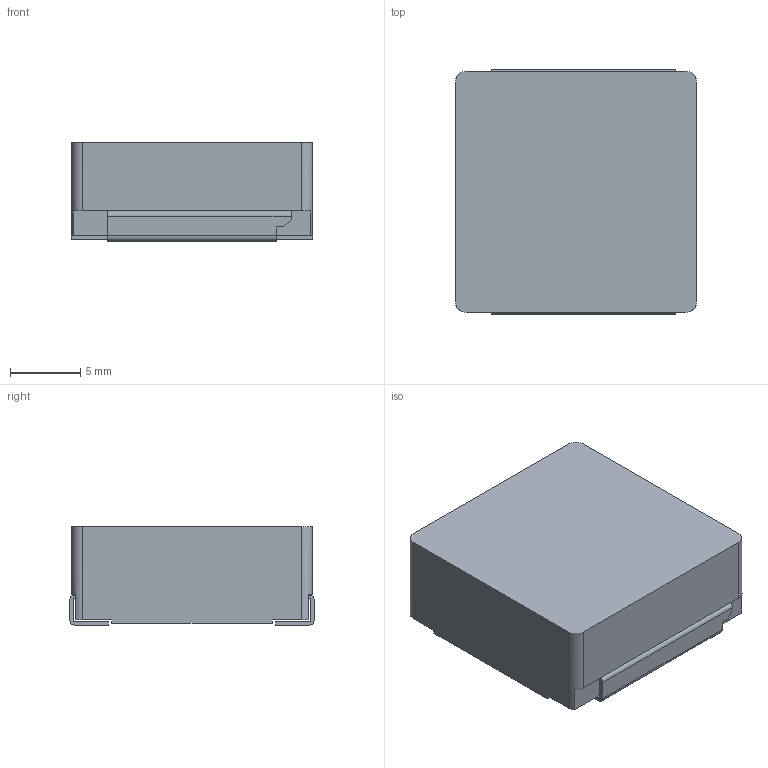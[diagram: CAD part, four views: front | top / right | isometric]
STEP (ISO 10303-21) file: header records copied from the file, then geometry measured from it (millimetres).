
FILE_DESCRIPTION (( 'STEP AP214' ), '1' );
FILE_NAME ('User Library-6767DZ IHLP PART.STEP', '2013-11-29T15:32:18', ( 'Windows User' ), ( '' ), 'SwSTEP 2.0', 'SolidWorks 2014', '' );
FILE_SCHEMA (( 'AUTOMOTIVE_DESIGN' ));
Length unit declared in the file: inch
Products named in the file (1): User Library-6767DZ IHLP PART
Bounding box: 17.14 x 17.4 x 7.01 mm (x, y, z)
Volume: 2005.4 mm3; surface area: 1274.7 mm2
Topology: 1 solids, 1 shells, 48 faces, 138 edges, 92 vertices
Faces by surface type: plane 36, cylinder 12
Entity records: 2234 total; most frequent: CARTESIAN_POINT 279, ORIENTED_EDGE 276, DIRECTION 264, EDGE_CURVE 138, LINE 110, VECTOR 110, VERTEX_POINT 92, AXIS2_PLACEMENT_3D 77
